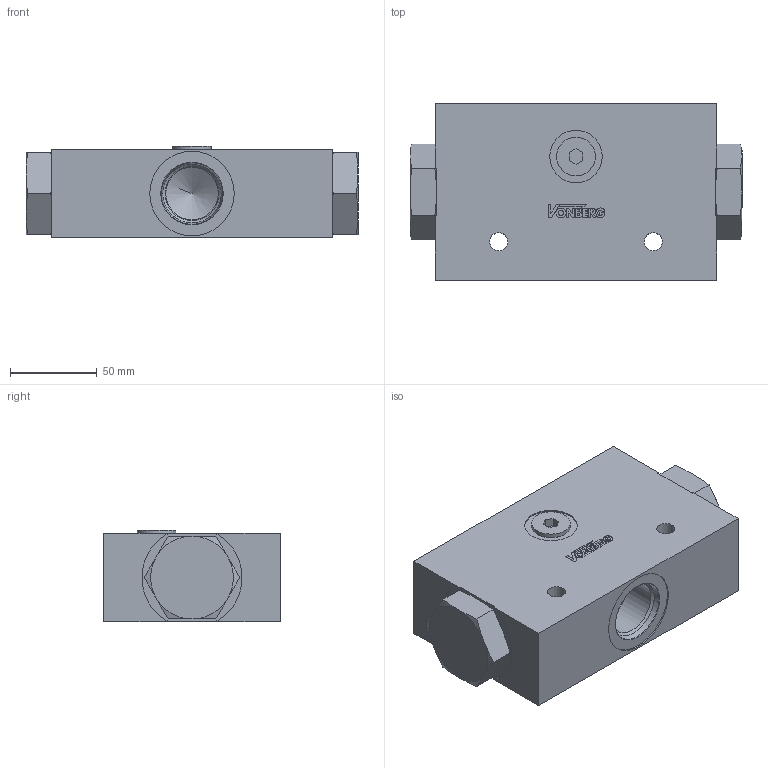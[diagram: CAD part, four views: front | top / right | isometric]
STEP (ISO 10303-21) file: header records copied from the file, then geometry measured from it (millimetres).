
FILE_DESCRIPTION((''),'2;1');
FILE_NAME('27051-216.stp','2015-01-26T10:55:23',('jml'),(''),'Autodesk Inventor 2010','Autodesk Inventor 2010','');
FILE_SCHEMA(('AUTOMOTIVE_DESIGN { 1 0 10303 214 1 1 1 1 }'));
Length unit declared in the file: inch
Products named in the file (5): 27051-216 (LevelofDetail1); 300074; 220323; 920 O-RING; 990114
Assembly tree (6 placements, depth 2):
  27051-216 (LevelofDetail1)
    300074
    220323  x2
    920 O-RING  x2
    990114
Bounding box: 190.88 x 101.6 x 52.58 mm (x, y, z)
Volume: 740062.3 mm3; surface area: 105435.4 mm2
Topology: 8 solids, 9 shells, 240 faces, 552 edges, 351 vertices
Faces by surface type: plane 129, cone 44, cylinder 31, bspline 26, torus 10
Full cylindrical faces by diameter (mm): 3.045 x1, 16.815 x2, 19.05 x1, 22.225 x1, 30.175 x1, 38.329 x2, 41.275 x4, 48.514 x1
Entity records: 6120 total; most frequent: CARTESIAN_POINT 1453, DIRECTION 905, ORIENTED_EDGE 824, EDGE_CURVE 412, AXIS2_PLACEMENT_3D 325, EDGE_LOOP 302, VERTEX_POINT 295, VECTOR 255
